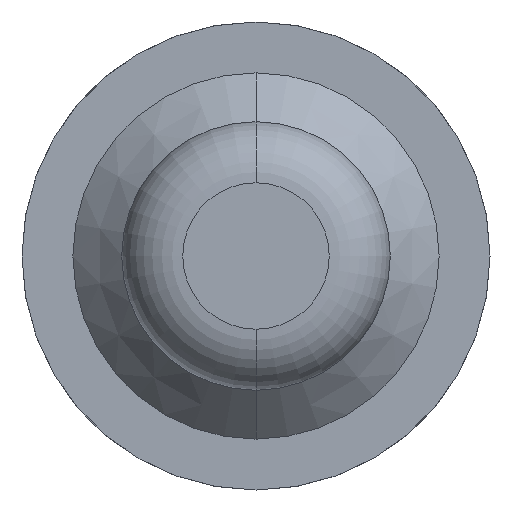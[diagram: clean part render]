
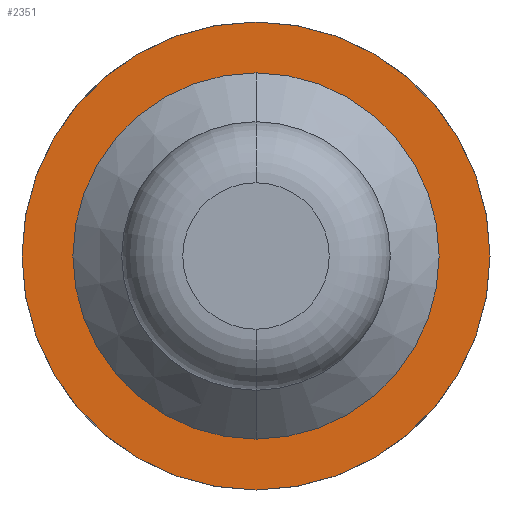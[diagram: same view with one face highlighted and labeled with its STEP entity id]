
A CAD part, front view. The second image highlights one B-rep face of the part: STEP entity #2351.
In plain terms, the highlighted planar face has unit normal (0, -1, 0).
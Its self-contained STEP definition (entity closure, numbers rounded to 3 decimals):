
#21 = DIRECTION ( 'NONE',  ( 0., 0., -1. ) ) ;
#31 = CARTESIAN_POINT ( 'NONE',  ( 0., -1.7, 0. ) ) ;
#125 = CARTESIAN_POINT ( 'NONE',  ( 0., -1.7, -0.575 ) ) ;
#164 = PLANE ( 'NONE',  #1783 ) ;
#235 = CARTESIAN_POINT ( 'NONE',  ( 0., -1.7, -0.35 ) ) ;
#274 = CIRCLE ( 'NONE', #923, 0.35 ) ;
#451 = AXIS2_PLACEMENT_3D ( 'NONE', #1812, #1513, #1171 ) ;
#530 = CIRCLE ( 'NONE', #2837, 0.575 ) ;
#645 = CARTESIAN_POINT ( 'NONE',  ( 0., -1.7, 0.35 ) ) ;
#753 = CARTESIAN_POINT ( 'NONE',  ( 0.35, -1.7, 0. ) ) ;
#811 = EDGE_CURVE ( 'Defeature ausgef�hrt2_5+Defeature ausgef�hrt2_6+Defeature ausgef�hrt2_6+Defeature ausgef�hrt2_6', #1900, #2758, #530, .T. ) ;
#923 = AXIS2_PLACEMENT_3D ( 'NONE', #31, #2672, #2973 ) ;
#1079 = DIRECTION ( 'NONE',  ( 0., 0., -1. ) ) ;
#1171 = DIRECTION ( 'NONE',  ( 0., 0., -1. ) ) ;
#1334 = CIRCLE ( 'NONE', #3531, 0.35 ) ;
#1455 = ORIENTED_EDGE ( 'NONE', *, *, #3686, .T. ) ;
#1512 = DIRECTION ( 'NONE',  ( 0., -1., 0. ) ) ;
#1513 = DIRECTION ( 'NONE',  ( 0., -1., 0. ) ) ;
#1599 = CIRCLE ( 'NONE', #451, 0.575 ) ;
#1657 = VERTEX_POINT ( 'NONE', #235 ) ;
#1783 = AXIS2_PLACEMENT_3D ( 'NONE', #753, #3107, #1079 ) ;
#1812 = CARTESIAN_POINT ( 'NONE',  ( 0., -1.7, 0. ) ) ;
#1821 = EDGE_LOOP ( 'NONE', ( #3312, #2783 ) ) ;
#1855 = CARTESIAN_POINT ( 'NONE',  ( 0., -1.7, 0.575 ) ) ;
#1900 = VERTEX_POINT ( 'NONE', #1855 ) ;
#2227 = EDGE_LOOP ( 'NONE', ( #1455, #2650 ) ) ;
#2351 = ADVANCED_FACE ( 'Defeature ausgef�hrt2_5', ( #3193, #2964 ), #164, .T. ) ;
#2650 = ORIENTED_EDGE ( 'NONE', *, *, #811, .T. ) ;
#2672 = DIRECTION ( 'NONE',  ( 0., -1., 0. ) ) ;
#2758 = VERTEX_POINT ( 'NONE', #125 ) ;
#2783 = ORIENTED_EDGE ( 'NONE', *, *, #3015, .F. ) ;
#2837 = AXIS2_PLACEMENT_3D ( 'NONE', #3596, #1512, #2962 ) ;
#2962 = DIRECTION ( 'NONE',  ( 0., 0., -1. ) ) ;
#2963 = DIRECTION ( 'NONE',  ( 0., -1., 0. ) ) ;
#2964 = FACE_BOUND ( 'NONE', #1821, .T. ) ;
#2973 = DIRECTION ( 'NONE',  ( 0., 0., -1. ) ) ;
#3015 = EDGE_CURVE ( 'Defeature ausgef�hrt2_4+Defeature ausgef�hrt2_5+Defeature ausgef�hrt2_5+Defeature ausgef�hrt2_5', #3369, #1657, #274, .T. ) ;
#3107 = DIRECTION ( 'NONE',  ( 0., -1., 0. ) ) ;
#3193 = FACE_OUTER_BOUND ( 'NONE', #2227, .T. ) ;
#3312 = ORIENTED_EDGE ( 'NONE', *, *, #3611, .F. ) ;
#3369 = VERTEX_POINT ( 'NONE', #645 ) ;
#3531 = AXIS2_PLACEMENT_3D ( 'NONE', #3614, #2963, #21 ) ;
#3596 = CARTESIAN_POINT ( 'NONE',  ( 0., -1.7, 0. ) ) ;
#3611 = EDGE_CURVE ( 'Defeature ausgef�hrt2_4+Defeature ausgef�hrt2_5+Defeature ausgef�hrt2_5+Defeature ausgef�hrt2_5', #1657, #3369, #1334, .T. ) ;
#3614 = CARTESIAN_POINT ( 'NONE',  ( 0., -1.7, 0. ) ) ;
#3686 = EDGE_CURVE ( 'Defeature ausgef�hrt2_5+Defeature ausgef�hrt2_6+Defeature ausgef�hrt2_6+Defeature ausgef�hrt2_6', #2758, #1900, #1599, .T. ) ;
